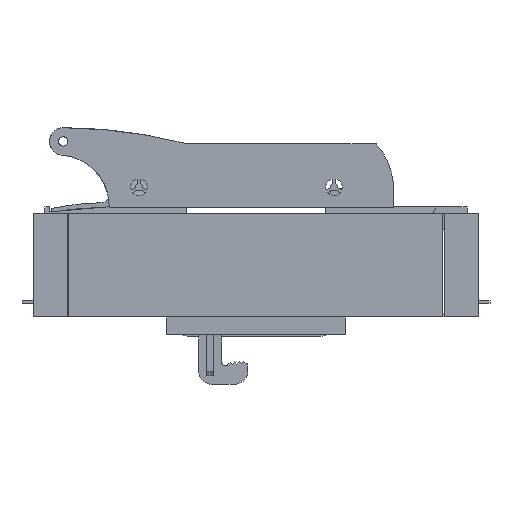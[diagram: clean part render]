
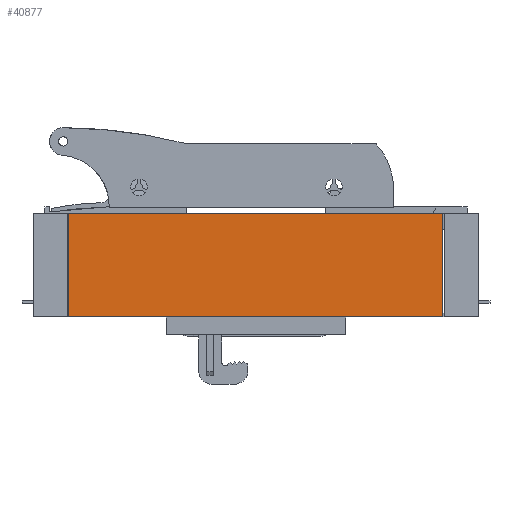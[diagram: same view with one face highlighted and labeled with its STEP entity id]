
A CAD part, left-side view. The second image highlights one B-rep face of the part: STEP entity #40877.
In plain terms, the highlighted planar face has unit normal (-1, 0, 0).
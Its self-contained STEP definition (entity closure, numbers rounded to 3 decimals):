
#32911=DIRECTION('',(0.,-1.,0.));
#32912=VECTOR('',#32911,163.04);
#32913=CARTESIAN_POINT('',(-25.,81.54,25.));
#32914=LINE('',#32913,#32912);
#33065=DIRECTION('',(0.,0.,1.));
#33066=VECTOR('',#33065,45.);
#33067=CARTESIAN_POINT('',(-25.,81.54,25.));
#33068=LINE('',#33067,#33066);
#33072=DIRECTION('',(0.,-1.,0.));
#33073=VECTOR('',#33072,163.04);
#33074=CARTESIAN_POINT('',(-25.,81.54,70.));
#33075=LINE('',#33074,#33073);
#33721=DIRECTION('',(0.,0.,1.));
#33722=VECTOR('',#33721,45.);
#33723=CARTESIAN_POINT('',(-25.,-81.5,25.));
#33724=LINE('',#33723,#33722);
#38717=CARTESIAN_POINT('',(-25.,81.54,25.));
#38718=CARTESIAN_POINT('',(-25.,-81.5,25.));
#38719=VERTEX_POINT('',#38717);
#38720=VERTEX_POINT('',#38718);
#38755=CARTESIAN_POINT('',(-25.,81.54,70.));
#38756=VERTEX_POINT('',#38755);
#38757=CARTESIAN_POINT('',(-25.,-81.5,70.));
#38758=VERTEX_POINT('',#38757);
#40863=CARTESIAN_POINT('',(-25.,0.,25.));
#40864=DIRECTION('',(1.,0.,0.));
#40865=DIRECTION('',(0.,0.,-1.));
#40866=AXIS2_PLACEMENT_3D('',#40863,#40864,#40865);
#40867=PLANE('',#40866);
#40868=ORIENTED_EDGE('',*,*,#40806,.F.);
#40870=ORIENTED_EDGE('',*,*,#40869,.T.);
#40872=ORIENTED_EDGE('',*,*,#40871,.T.);
#40874=ORIENTED_EDGE('',*,*,#40873,.F.);
#40875=EDGE_LOOP('',(#40868,#40870,#40872,#40874));
#40876=FACE_OUTER_BOUND('',#40875,.F.);
#40806=EDGE_CURVE('',#38719,#38720,#32914,.T.);
#40869=EDGE_CURVE('',#38719,#38756,#33068,.T.);
#40871=EDGE_CURVE('',#38756,#38758,#33075,.T.);
#40873=EDGE_CURVE('',#38720,#38758,#33724,.T.);
#40877=ADVANCED_FACE('',(#40876),#40867,.F.);
